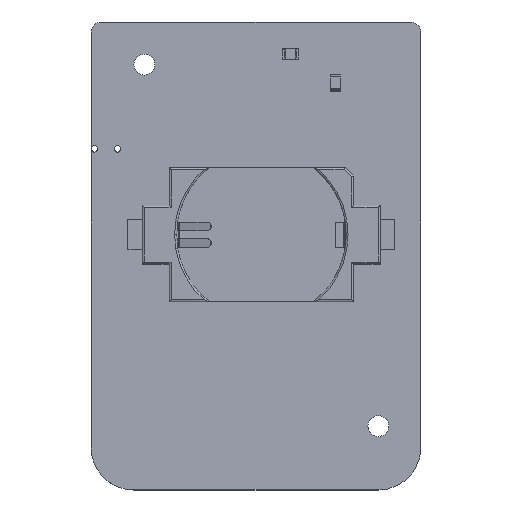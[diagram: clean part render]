
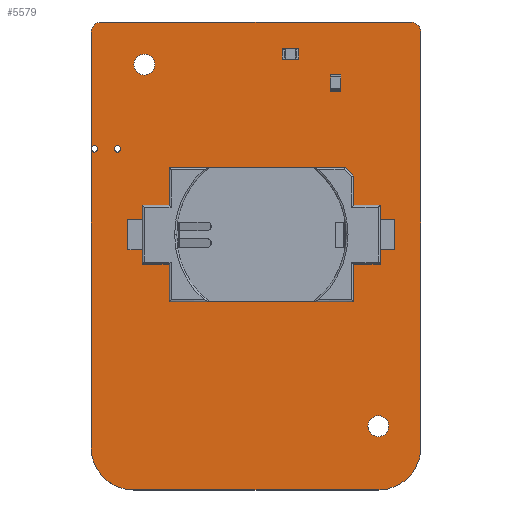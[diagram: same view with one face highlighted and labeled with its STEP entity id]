
A CAD part, top view. The second image highlights one B-rep face of the part: STEP entity #5579.
In plain terms, the highlighted planar face has unit normal (0, 0, 1).
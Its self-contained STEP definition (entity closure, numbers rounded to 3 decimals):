
#5354 = VERTEX_POINT('',#5355);
#5355 = CARTESIAN_POINT('',(146.05,-68.58,1.6));
#5361 = EDGE_CURVE('',#5354,#5362,#5364,.T.);
#5362 = VERTEX_POINT('',#5363);
#5363 = CARTESIAN_POINT('',(147.318,-69.739,1.6));
#5364 = CIRCLE('',#5365,1.268);
#5365 = AXIS2_PLACEMENT_3D('',#5366,#5367,#5368);
#5366 = CARTESIAN_POINT('',(146.054,-69.848,1.6));
#5367 = DIRECTION('',(0.,0.,-1.));
#5368 = DIRECTION('',(-0.003,1.,0.));
#5396 = VERTEX_POINT('',#5397);
#5397 = CARTESIAN_POINT('',(109.22,-68.58,1.6));
#5403 = EDGE_CURVE('',#5396,#5354,#5404,.T.);
#5404 = LINE('',#5405,#5406);
#5405 = CARTESIAN_POINT('',(109.22,-68.58,1.6));
#5406 = VECTOR('',#5407,1.);
#5407 = DIRECTION('',(1.,0.,0.));
#5425 = EDGE_CURVE('',#5362,#5426,#5428,.T.);
#5426 = VERTEX_POINT('',#5427);
#5427 = CARTESIAN_POINT('',(147.32,-69.85,1.6));
#5428 = LINE('',#5429,#5430);
#5429 = CARTESIAN_POINT('',(147.318,-69.739,1.6));
#5430 = VECTOR('',#5431,1.);
#5431 = DIRECTION('',(0.022,-1.,0.));
#5579 = ADVANCED_FACE('',(#5580,#5658,#5669,#5680,#5691),#5702,.T.);
#5580 = FACE_BOUND('',#5581,.T.);
#5581 = EDGE_LOOP('',(#5582,#5583,#5584,#5592,#5601,#5609,#5617,#5626,
    #5634,#5642,#5651,#5657));
#5582 = ORIENTED_EDGE('',*,*,#5361,.F.);
#5583 = ORIENTED_EDGE('',*,*,#5403,.F.);
#5584 = ORIENTED_EDGE('',*,*,#5585,.F.);
#5585 = EDGE_CURVE('',#5586,#5396,#5588,.T.);
#5586 = VERTEX_POINT('',#5587);
#5587 = CARTESIAN_POINT('',(109.109,-68.582,1.6));
#5588 = LINE('',#5589,#5590);
#5589 = CARTESIAN_POINT('',(109.109,-68.582,1.6));
#5590 = VECTOR('',#5591,1.);
#5591 = DIRECTION('',(1.,0.022,0.));
#5592 = ORIENTED_EDGE('',*,*,#5593,.F.);
#5593 = EDGE_CURVE('',#5594,#5586,#5596,.T.);
#5594 = VERTEX_POINT('',#5595);
#5595 = CARTESIAN_POINT('',(107.95,-69.85,1.6));
#5596 = CIRCLE('',#5597,1.268);
#5597 = AXIS2_PLACEMENT_3D('',#5598,#5599,#5600);
#5598 = CARTESIAN_POINT('',(109.218,-69.846,1.6));
#5599 = DIRECTION('',(0.,0.,-1.));
#5600 = DIRECTION('',(-1.,-0.003,-0.));
#5601 = ORIENTED_EDGE('',*,*,#5602,.F.);
#5602 = EDGE_CURVE('',#5603,#5594,#5605,.T.);
#5603 = VERTEX_POINT('',#5604);
#5604 = CARTESIAN_POINT('',(107.95,-119.38,1.6));
#5605 = LINE('',#5606,#5607);
#5606 = CARTESIAN_POINT('',(107.95,-119.38,1.6));
#5607 = VECTOR('',#5608,1.);
#5608 = DIRECTION('',(0.,1.,0.));
#5609 = ORIENTED_EDGE('',*,*,#5610,.F.);
#5610 = EDGE_CURVE('',#5611,#5603,#5613,.T.);
#5611 = VERTEX_POINT('',#5612);
#5612 = CARTESIAN_POINT('',(107.952,-119.602,1.6));
#5613 = LINE('',#5614,#5615);
#5614 = CARTESIAN_POINT('',(107.952,-119.602,1.6));
#5615 = VECTOR('',#5616,1.);
#5616 = DIRECTION('',(-0.011,1.,0.));
#5617 = ORIENTED_EDGE('',*,*,#5618,.F.);
#5618 = EDGE_CURVE('',#5619,#5611,#5621,.T.);
#5619 = VERTEX_POINT('',#5620);
#5620 = CARTESIAN_POINT('',(113.03,-124.46,1.6));
#5621 = CIRCLE('',#5622,5.078);
#5622 = AXIS2_PLACEMENT_3D('',#5623,#5624,#5625);
#5623 = CARTESIAN_POINT('',(113.026,-119.382,1.6));
#5624 = DIRECTION('',(0.,0.,-1.));
#5625 = DIRECTION('',(0.001,-1.,0.));
#5626 = ORIENTED_EDGE('',*,*,#5627,.F.);
#5627 = EDGE_CURVE('',#5628,#5619,#5630,.T.);
#5628 = VERTEX_POINT('',#5629);
#5629 = CARTESIAN_POINT('',(142.24,-124.46,1.6));
#5630 = LINE('',#5631,#5632);
#5631 = CARTESIAN_POINT('',(142.24,-124.46,1.6));
#5632 = VECTOR('',#5633,1.);
#5633 = DIRECTION('',(-1.,0.,0.));
#5634 = ORIENTED_EDGE('',*,*,#5635,.F.);
#5635 = EDGE_CURVE('',#5636,#5628,#5638,.T.);
#5636 = VERTEX_POINT('',#5637);
#5637 = CARTESIAN_POINT('',(142.462,-124.458,1.6));
#5638 = LINE('',#5639,#5640);
#5639 = CARTESIAN_POINT('',(142.462,-124.458,1.6));
#5640 = VECTOR('',#5641,1.);
#5641 = DIRECTION('',(-1.,-0.011,0.));
#5642 = ORIENTED_EDGE('',*,*,#5643,.F.);
#5643 = EDGE_CURVE('',#5644,#5636,#5646,.T.);
#5644 = VERTEX_POINT('',#5645);
#5645 = CARTESIAN_POINT('',(147.32,-119.38,1.6));
#5646 = CIRCLE('',#5647,5.078);
#5647 = AXIS2_PLACEMENT_3D('',#5648,#5649,#5650);
#5648 = CARTESIAN_POINT('',(142.242,-119.384,1.6));
#5649 = DIRECTION('',(0.,0.,-1.));
#5650 = DIRECTION('',(1.,0.001,0.));
#5651 = ORIENTED_EDGE('',*,*,#5652,.F.);
#5652 = EDGE_CURVE('',#5426,#5644,#5653,.T.);
#5653 = LINE('',#5654,#5655);
#5654 = CARTESIAN_POINT('',(147.32,-69.85,1.6));
#5655 = VECTOR('',#5656,1.);
#5656 = DIRECTION('',(0.,-1.,0.));
#5657 = ORIENTED_EDGE('',*,*,#5425,.F.);
#5658 = FACE_BOUND('',#5659,.T.);
#5659 = EDGE_LOOP('',(#5660));
#5660 = ORIENTED_EDGE('',*,*,#5661,.T.);
#5661 = EDGE_CURVE('',#5662,#5662,#5664,.T.);
#5662 = VERTEX_POINT('',#5663);
#5663 = CARTESIAN_POINT('',(142.24,-118.09,1.6));
#5664 = CIRCLE('',#5665,1.25);
#5665 = AXIS2_PLACEMENT_3D('',#5666,#5667,#5668);
#5666 = CARTESIAN_POINT('',(142.24,-116.84,1.6));
#5667 = DIRECTION('',(-0.,0.,-1.));
#5668 = DIRECTION('',(-0.,-1.,0.));
#5669 = FACE_BOUND('',#5670,.T.);
#5670 = EDGE_LOOP('',(#5671));
#5671 = ORIENTED_EDGE('',*,*,#5672,.T.);
#5672 = EDGE_CURVE('',#5673,#5673,#5675,.T.);
#5673 = VERTEX_POINT('',#5674);
#5674 = CARTESIAN_POINT('',(108.345,-84.11,1.6));
#5675 = CIRCLE('',#5676,0.375);
#5676 = AXIS2_PLACEMENT_3D('',#5677,#5678,#5679);
#5677 = CARTESIAN_POINT('',(108.345,-83.735,1.6));
#5678 = DIRECTION('',(-0.,0.,-1.));
#5679 = DIRECTION('',(-0.,-1.,0.));
#5680 = FACE_BOUND('',#5681,.T.);
#5681 = EDGE_LOOP('',(#5682));
#5682 = ORIENTED_EDGE('',*,*,#5683,.T.);
#5683 = EDGE_CURVE('',#5684,#5684,#5686,.T.);
#5684 = VERTEX_POINT('',#5685);
#5685 = CARTESIAN_POINT('',(111.095,-84.11,1.6));
#5686 = CIRCLE('',#5687,0.375);
#5687 = AXIS2_PLACEMENT_3D('',#5688,#5689,#5690);
#5688 = CARTESIAN_POINT('',(111.095,-83.735,1.6));
#5689 = DIRECTION('',(-0.,0.,-1.));
#5690 = DIRECTION('',(-0.,-1.,0.));
#5691 = FACE_BOUND('',#5692,.T.);
#5692 = EDGE_LOOP('',(#5693));
#5693 = ORIENTED_EDGE('',*,*,#5694,.T.);
#5694 = EDGE_CURVE('',#5695,#5695,#5697,.T.);
#5695 = VERTEX_POINT('',#5696);
#5696 = CARTESIAN_POINT('',(114.3,-74.91,1.6));
#5697 = CIRCLE('',#5698,1.25);
#5698 = AXIS2_PLACEMENT_3D('',#5699,#5700,#5701);
#5699 = CARTESIAN_POINT('',(114.3,-73.66,1.6));
#5700 = DIRECTION('',(-0.,0.,-1.));
#5701 = DIRECTION('',(-0.,-1.,0.));
#5702 = PLANE('',#5703);
#5703 = AXIS2_PLACEMENT_3D('',#5704,#5705,#5706);
#5704 = CARTESIAN_POINT('',(0.,0.,1.6));
#5705 = DIRECTION('',(0.,0.,1.));
#5706 = DIRECTION('',(1.,0.,-0.));
